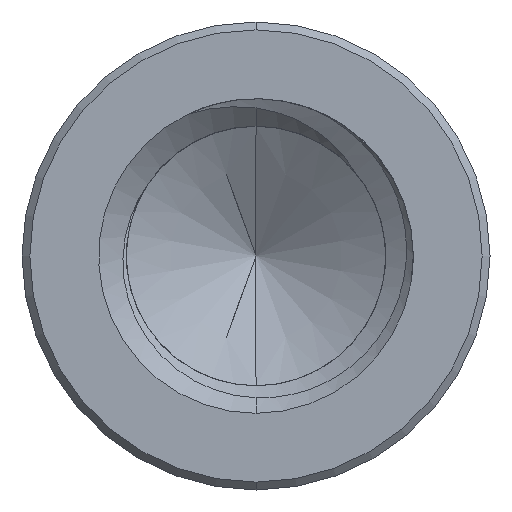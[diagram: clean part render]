
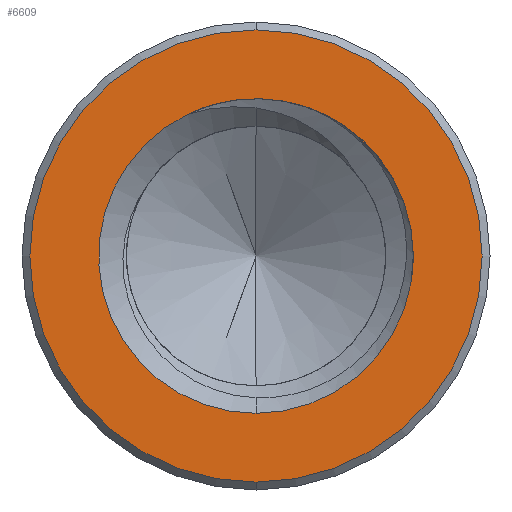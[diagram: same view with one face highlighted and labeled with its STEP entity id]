
A CAD part, front view. The second image highlights one B-rep face of the part: STEP entity #6609.
In plain terms, the highlighted planar face has unit normal (0, -1, 0).
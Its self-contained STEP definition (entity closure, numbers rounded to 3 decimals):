
#202 = AXIS2_PLACEMENT_3D ( 'NONE', #6026, #2450, #7373 ) ;
#411 = ORIENTED_EDGE ( 'NONE', *, *, #1357, .T. ) ;
#724 = AXIS2_PLACEMENT_3D ( 'NONE', #3805, #947, #7433 ) ;
#947 = DIRECTION ( 'NONE',  ( 0., -1., 0. ) ) ;
#1196 = CIRCLE ( 'NONE', #202, 2.875 ) ;
#1214 = CARTESIAN_POINT ( 'NONE',  ( 0.675, -20., 1.883 ) ) ;
#1299 = DIRECTION ( 'NONE',  ( 0., 1., 0. ) ) ;
#1357 = EDGE_CURVE ( 'NONE', #5699, #4916, #5401, .T. ) ;
#1597 = CARTESIAN_POINT ( 'NONE',  ( 0., -20., 0. ) ) ;
#1652 = CARTESIAN_POINT ( 'NONE',  ( 0., -20., 0. ) ) ;
#1851 = EDGE_LOOP ( 'NONE', ( #9128, #5281 ) ) ;
#2130 = EDGE_LOOP ( 'NONE', ( #4900, #4431, #411 ) ) ;
#2450 = DIRECTION ( 'NONE',  ( 0., -1., 0. ) ) ;
#2671 = DIRECTION ( 'NONE',  ( 0., 0., 1. ) ) ;
#2876 = EDGE_CURVE ( 'NONE', #7624, #6130, #4055, .T. ) ;
#3651 = AXIS2_PLACEMENT_3D ( 'NONE', #6927, #1299, #4144 ) ;
#3667 = PLANE ( 'NONE',  #8379 ) ;
#3767 = DIRECTION ( 'NONE',  ( 0., 1., 0. ) ) ;
#3805 = CARTESIAN_POINT ( 'NONE',  ( 0., -20., 0. ) ) ;
#4055 = CIRCLE ( 'NONE', #724, 2.875 ) ;
#4144 = DIRECTION ( 'NONE',  ( 0., 0., 1. ) ) ;
#4431 = ORIENTED_EDGE ( 'NONE', *, *, #5834, .T. ) ;
#4471 = DIRECTION ( 'NONE',  ( 0., 0., 1. ) ) ;
#4529 = VERTEX_POINT ( 'NONE', #8930 ) ;
#4900 = ORIENTED_EDGE ( 'NONE', *, *, #8960, .T. ) ;
#4916 = VERTEX_POINT ( 'NONE', #1214 ) ;
#5228 = DIRECTION ( 'NONE',  ( 0., 1., 0. ) ) ;
#5281 = ORIENTED_EDGE ( 'NONE', *, *, #7533, .T. ) ;
#5401 = CIRCLE ( 'NONE', #8734, 2. ) ;
#5695 = CIRCLE ( 'NONE', #3651, 2. ) ;
#5699 = VERTEX_POINT ( 'NONE', #6770 ) ;
#5753 = CARTESIAN_POINT ( 'NONE',  ( 0., -20., -2.875 ) ) ;
#5818 = FACE_BOUND ( 'NONE', #2130, .T. ) ;
#5834 = EDGE_CURVE ( 'NONE', #4529, #5699, #5695, .T. ) ;
#6026 = CARTESIAN_POINT ( 'NONE',  ( 0., -20., 0. ) ) ;
#6130 = VERTEX_POINT ( 'NONE', #5753 ) ;
#6609 = ADVANCED_FACE ( 'NONE', ( #5818, #7799 ), #3667, .F. ) ;
#6770 = CARTESIAN_POINT ( 'NONE',  ( -0.874, -20., 1.799 ) ) ;
#6927 = CARTESIAN_POINT ( 'NONE',  ( 0., -20., 0. ) ) ;
#7312 = AXIS2_PLACEMENT_3D ( 'NONE', #1652, #5228, #8652 ) ;
#7373 = DIRECTION ( 'NONE',  ( 0., 0., 1. ) ) ;
#7433 = DIRECTION ( 'NONE',  ( 0., 0., 1. ) ) ;
#7502 = CARTESIAN_POINT ( 'NONE',  ( 0., -20., 2.875 ) ) ;
#7533 = EDGE_CURVE ( 'NONE', #6130, #7624, #1196, .T. ) ;
#7624 = VERTEX_POINT ( 'NONE', #7502 ) ;
#7799 = FACE_OUTER_BOUND ( 'NONE', #1851, .T. ) ;
#8313 = CARTESIAN_POINT ( 'NONE',  ( 0., -20., 0. ) ) ;
#8379 = AXIS2_PLACEMENT_3D ( 'NONE', #1597, #3767, #4471 ) ;
#8414 = CIRCLE ( 'NONE', #7312, 2. ) ;
#8652 = DIRECTION ( 'NONE',  ( 0., 0., 1. ) ) ;
#8734 = AXIS2_PLACEMENT_3D ( 'NONE', #8313, #8919, #2671 ) ;
#8919 = DIRECTION ( 'NONE',  ( 0., 1., 0. ) ) ;
#8930 = CARTESIAN_POINT ( 'NONE',  ( 0., -20., -2. ) ) ;
#8960 = EDGE_CURVE ( 'NONE', #4916, #4529, #8414, .T. ) ;
#9128 = ORIENTED_EDGE ( 'NONE', *, *, #2876, .T. ) ;
